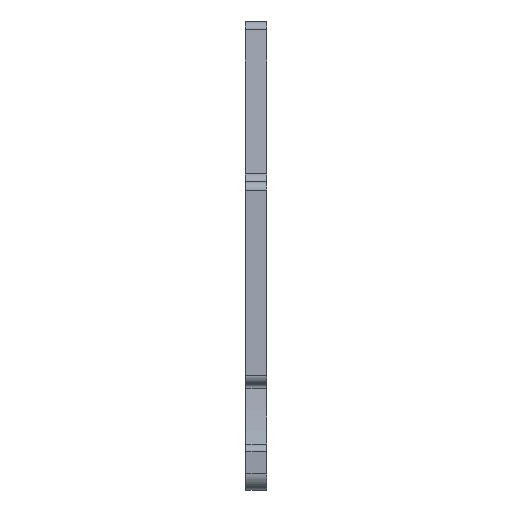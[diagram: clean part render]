
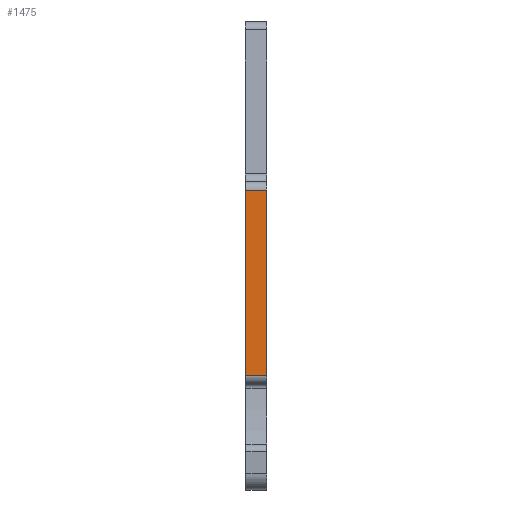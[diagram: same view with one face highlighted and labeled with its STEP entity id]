
A CAD part, front view. The second image highlights one B-rep face of the part: STEP entity #1475.
In plain terms, the highlighted planar face has unit normal (0, -1, 0).
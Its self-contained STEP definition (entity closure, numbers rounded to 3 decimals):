
#1455=AXIS2_PLACEMENT_3D('Plane Axis2P3D',#1452,#1453,#1454) ;
#165=CARTESIAN_POINT('Vertex',(2.5,1.529,35.15)) ;
#168=CARTESIAN_POINT('Line Origine',(2.5,1.529,24.3)) ;
#172=CARTESIAN_POINT('Vertex',(2.5,1.529,13.45)) ;
#1437=CARTESIAN_POINT('Vertex',(0.,1.529,35.15)) ;
#1440=CARTESIAN_POINT('Line Origine',(1.25,1.529,35.15)) ;
#1452=CARTESIAN_POINT('Axis2P3D Location',(0.,1.529,13.45)) ;
#1457=CARTESIAN_POINT('Line Origine',(0.,1.529,24.3)) ;
#1461=CARTESIAN_POINT('Vertex',(0.,1.529,13.45)) ;
#1464=CARTESIAN_POINT('Line Origine',(1.25,1.529,13.45)) ;
#169=DIRECTION('Vector Direction',(0.,0.,-1.)) ;
#1441=DIRECTION('Vector Direction',(1.,0.,0.)) ;
#1453=DIRECTION('Axis2P3D Direction',(0.,1.,0.)) ;
#1454=DIRECTION('Axis2P3D XDirection',(0.,0.,1.)) ;
#1458=DIRECTION('Vector Direction',(0.,0.,-1.)) ;
#1465=DIRECTION('Vector Direction',(-1.,0.,0.)) ;
#170=VECTOR('Line Direction',#169,1.) ;
#1442=VECTOR('Line Direction',#1441,1.) ;
#1459=VECTOR('Line Direction',#1458,1.) ;
#1466=VECTOR('Line Direction',#1465,1.) ;
#1470=ORIENTED_EDGE('',*,*,#1463,.T.) ;
#1471=ORIENTED_EDGE('',*,*,#1468,.F.) ;
#1472=ORIENTED_EDGE('',*,*,#174,.F.) ;
#1473=ORIENTED_EDGE('',*,*,#1444,.T.) ;
#1475=ADVANCED_FACE('V1',(#1474),#1456,.F.) ;
#174=EDGE_CURVE('',#166,#173,#171,.T.) ;
#1444=EDGE_CURVE('',#166,#1438,#1443,.F.) ;
#1463=EDGE_CURVE('',#1438,#1462,#1460,.T.) ;
#1468=EDGE_CURVE('',#173,#1462,#1467,.T.) ;
#1469=EDGE_LOOP('',(#1470,#1471,#1472,#1473)) ;
#1474=FACE_OUTER_BOUND('',#1469,.T.) ;
#171=LINE('Line',#168,#170) ;
#1443=LINE('Line',#1440,#1442) ;
#1460=LINE('Line',#1457,#1459) ;
#1467=LINE('Line',#1464,#1466) ;
#1456=PLANE('',#1455) ;
#166=VERTEX_POINT('',#165) ;
#173=VERTEX_POINT('',#172) ;
#1438=VERTEX_POINT('',#1437) ;
#1462=VERTEX_POINT('',#1461) ;
